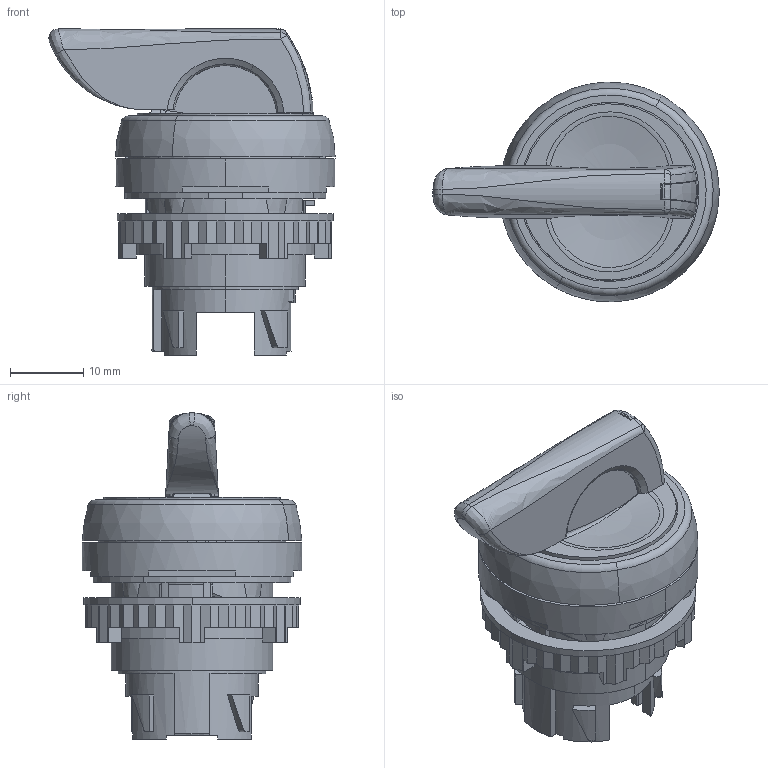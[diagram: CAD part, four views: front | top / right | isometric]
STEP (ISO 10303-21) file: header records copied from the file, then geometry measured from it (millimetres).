
FILE_DESCRIPTION(('CATIA V5 STEP Exchange'),'2;1');
FILE_NAME('L21KR03.stp','2011-03-03T15:17:27+00:00',('none'),('none'),'CATIA Version 5 Release 19 SP 5 (IN-10)','CATIA V5 STEP AP214','none');
FILE_SCHEMA(('AUTOMOTIVE_DESIGN { 1 0 10303 214 1 1 1 1 }'));
Length unit declared in the file: millimetre
Products named in the file (10): L21KR03; 074226001; 056017000; 032160000; 034367000; 054543000; 039713000; 051904000; 051904000.1; 054539000
Assembly tree (9 placements, depth 2):
  L21KR03
    074226001
    056017000
    032160000
    034367000
    054543000
    039713000
    051904000
    051904000.1
    054539000
Bounding box: 38.97 x 29.9 x 44.39 mm (x, y, z)
Volume: 11596.6 mm3; surface area: 16311.1 mm2
Topology: 9 solids, 9 shells, 1206 faces, 3394 edges, 2198 vertices
Faces by surface type: plane 584, cylinder 366, torus 98, bspline 77, cone 57, extrusion 12, sphere 12
Entity records: 48476 total; most frequent: CARTESIAN_POINT 13863, ORIENTED_EDGE 6760, DIRECTION 4393, EDGE_CURVE 3380, VERTEX_POINT 2198, AXIS2_PLACEMENT_3D 1859, VECTOR 1690, LINE 1678
